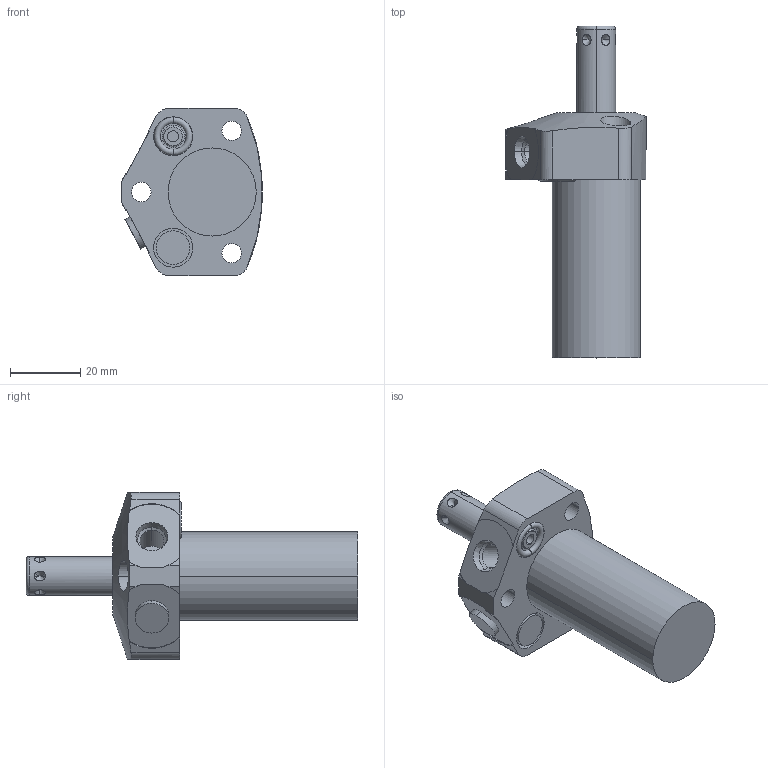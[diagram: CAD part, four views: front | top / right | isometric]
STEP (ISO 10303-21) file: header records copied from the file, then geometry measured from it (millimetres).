
FILE_DESCRIPTION((''),'2;1');
FILE_NAME('ILC14610501S','2018-02-07T',('jdw'),(''),'PRO/ENGINEER BY PARAMETRIC TECHNOLOGY CORPORATION, 2013320','PRO/ENGINEER BY PARAMETRIC TECHNOLOGY CORPORATION, 2013320','');
FILE_SCHEMA(('AUTOMOTIVE_DESIGN { 1 0 10303 214 1 1 1 1 }'));
Length unit declared in the file: inch
Products named in the file (1): ILC14610501S
Bounding box: 40.11 x 94.64 x 47.62 mm (x, y, z)
Volume: 50847.4 mm3; surface area: 13772.7 mm2
Topology: 1 solids, 4 shells, 127 faces, 293 edges, 181 vertices
Faces by surface type: cylinder 55, plane 34, cone 32, torus 6
Entity records: 5015 total; most frequent: CARTESIAN_POINT 929, DIRECTION 626, ORIENTED_EDGE 554, PRESENTATION_STYLE_ASSIGNMENT 299, STYLED_ITEM 281, CURVE_STYLE 279, EDGE_CURVE 279, AXIS2_PLACEMENT_3D 261
